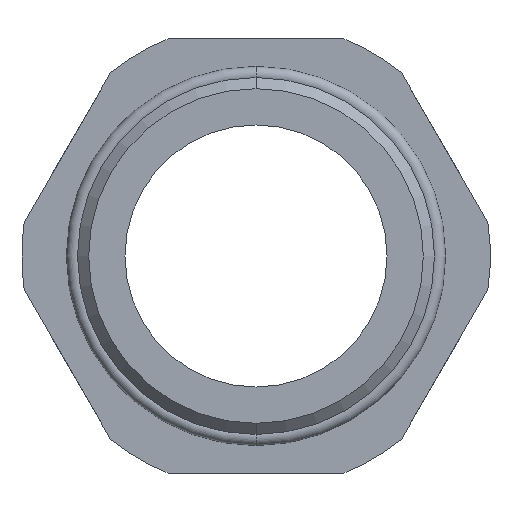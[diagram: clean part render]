
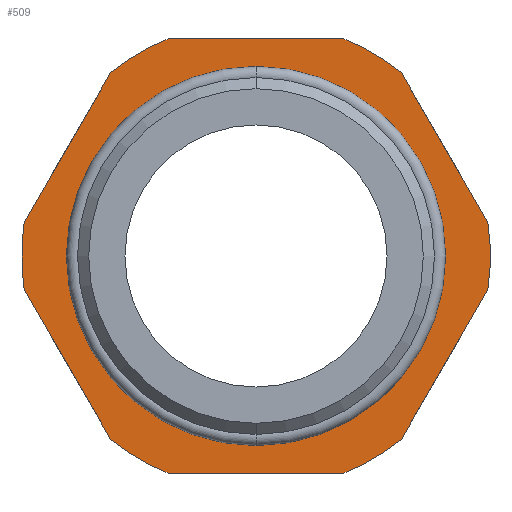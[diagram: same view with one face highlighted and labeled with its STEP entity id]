
A CAD part, front view. The second image highlights one B-rep face of the part: STEP entity #509.
In plain terms, the highlighted planar face has unit normal (0, -1, 0).
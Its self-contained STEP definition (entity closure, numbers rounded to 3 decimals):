
#21 = AXIS2_PLACEMENT_3D ( 'NONE', #97, #104, #105 ) ;
#25 = AXIS2_PLACEMENT_3D ( 'NONE', #85, #92, #93 ) ;
#38 = AXIS2_PLACEMENT_3D ( 'NONE', #82, #83, #84 ) ;
#82 = CARTESIAN_POINT ( 'NONE',  ( 0., -5.5, 0. ) ) ;
#83 = DIRECTION ( 'NONE',  ( 0., 1., 0. ) ) ;
#84 = DIRECTION ( 'NONE',  ( 0., 0., 1. ) ) ;
#85 = CARTESIAN_POINT ( 'NONE',  ( 0., -5.5, 0. ) ) ;
#92 = DIRECTION ( 'NONE',  ( 0., 1., 0. ) ) ;
#93 = DIRECTION ( 'NONE',  ( 0., 0., 1. ) ) ;
#97 = CARTESIAN_POINT ( 'NONE',  ( 0., -5.5, 0. ) ) ;
#104 = DIRECTION ( 'NONE',  ( 0., 1., 0. ) ) ;
#105 = DIRECTION ( 'NONE',  ( 0., 0., 1. ) ) ;
#146 = LINE ( 'NONE', #147, #890 ) ;
#147 = CARTESIAN_POINT ( 'NONE',  ( -22.137, -5.5, 0.657 ) ) ;
#148 = DIRECTION ( 'NONE',  ( -0.5, 0., -0.866 ) ) ;
#152 = CARTESIAN_POINT ( 'NONE',  ( 0., -5.5, 0. ) ) ;
#162 = DIRECTION ( 'NONE',  ( 0., 1., 0. ) ) ;
#163 = DIRECTION ( 'NONE',  ( 0., 0., 1. ) ) ;
#170 = CARTESIAN_POINT ( 'NONE',  ( 0., -5.5, 0. ) ) ;
#177 = DIRECTION ( 'NONE',  ( 0., 1., 0. ) ) ;
#178 = DIRECTION ( 'NONE',  ( 0., 0., 1. ) ) ;
#179 = CARTESIAN_POINT ( 'NONE',  ( 0., -5.5, 0. ) ) ;
#180 = DIRECTION ( 'NONE',  ( 0., 1., 0. ) ) ;
#181 = DIRECTION ( 'NONE',  ( 0., 0., 1. ) ) ;
#185 = CARTESIAN_POINT ( 'NONE',  ( 0., -5.5, 0. ) ) ;
#192 = LINE ( 'NONE', #193, #905 ) ;
#193 = CARTESIAN_POINT ( 'NONE',  ( -22.137, -5.5, -0.657 ) ) ;
#194 = DIRECTION ( 'NONE',  ( 0.5, 0., -0.866 ) ) ;
#198 = DIRECTION ( 'NONE',  ( 0., -1., 0. ) ) ;
#199 = DIRECTION ( 'NONE',  ( 0., 0., -1. ) ) ;
#201 = LINE ( 'NONE', #202, #909 ) ;
#202 = CARTESIAN_POINT ( 'NONE',  ( -21., -5.5, -19.5 ) ) ;
#203 = DIRECTION ( 'NONE',  ( 1., 0., 0. ) ) ;
#207 = LINE ( 'NONE', #208, #910 ) ;
#208 = CARTESIAN_POINT ( 'NONE',  ( 11.637, -5.5, -18.843 ) ) ;
#209 = DIRECTION ( 'NONE',  ( 0.5, 0., 0.866 ) ) ;
#210 = LINE ( 'NONE', #211, #911 ) ;
#211 = CARTESIAN_POINT ( 'NONE',  ( 11.637, -5.5, 18.843 ) ) ;
#212 = DIRECTION ( 'NONE',  ( -0.5, 0., 0.866 ) ) ;
#213 = LINE ( 'NONE', #214, #912 ) ;
#214 = CARTESIAN_POINT ( 'NONE',  ( -21., -5.5, 19.5 ) ) ;
#215 = DIRECTION ( 'NONE',  ( -1., 0., 0. ) ) ;
#370 = EDGE_CURVE ( 'NONE', #822, #823, #458, .T. ) ;
#373 = EDGE_CURVE ( 'NONE', #824, #825, #456, .T. ) ;
#377 = EDGE_CURVE ( 'NONE', #828, #829, #449, .T. ) ;
#389 = EDGE_CURVE ( 'NONE', #866, #869, #146, .T. ) ;
#394 = EDGE_CURVE ( 'NONE', #866, #867, #432, .T. ) ;
#399 = EDGE_CURVE ( 'NONE', #878, #876, #414, .T. ) ;
#400 = EDGE_CURVE ( 'NONE', #870, #869, #413, .T. ) ;
#404 = EDGE_CURVE ( 'NONE', #870, #823, #192, .T. ) ;
#406 = EDGE_CURVE ( 'NONE', #808, #816, #472, .T. ) ;
#407 = EDGE_CURVE ( 'NONE', #822, #825, #201, .T. ) ;
#409 = EDGE_CURVE ( 'NONE', #824, #829, #207, .T. ) ;
#411 = EDGE_CURVE ( 'NONE', #828, #876, #210, .T. ) ;
#412 = EDGE_CURVE ( 'NONE', #878, #867, #213, .T. ) ;
#413 = CIRCLE ( 'NONE', #889, 21. ) ;
#414 = CIRCLE ( 'NONE', #899, 21. ) ;
#432 = CIRCLE ( 'NONE', #894, 21. ) ;
#440 = CIRCLE ( 'NONE', #975, 16.624 ) ;
#449 = CIRCLE ( 'NONE', #21, 21. ) ;
#456 = CIRCLE ( 'NONE', #25, 21. ) ;
#458 = CIRCLE ( 'NONE', #38, 21. ) ;
#472 = CIRCLE ( 'NONE', #896, 16.624 ) ;
#509 = ADVANCED_FACE ( 'NONE', ( #952, #957 ), #530, .T. ) ;
#518 = EDGE_CURVE ( 'NONE', #816, #808, #440, .T. ) ;
#530 = PLANE ( 'NONE',  #959 ) ;
#531 = CARTESIAN_POINT ( 'NONE',  ( -21., -5.5, 0. ) ) ;
#532 = DIRECTION ( 'NONE',  ( 0., -1., 0. ) ) ;
#533 = DIRECTION ( 'NONE',  ( 0., 0., -1. ) ) ;
#559 = CARTESIAN_POINT ( 'NONE',  ( 0., -5.5, 0. ) ) ;
#560 = DIRECTION ( 'NONE',  ( 0., -1., 0. ) ) ;
#561 = DIRECTION ( 'NONE',  ( 0., 0., -1. ) ) ;
#562 = CARTESIAN_POINT ( 'NONE',  ( 0., -5.5, 16.624 ) ) ;
#570 = CARTESIAN_POINT ( 'NONE',  ( 0., -5.5, -16.624 ) ) ;
#576 = CARTESIAN_POINT ( 'NONE',  ( -7.794, -5.5, -19.5 ) ) ;
#577 = CARTESIAN_POINT ( 'NONE',  ( -12.99, -5.5, -16.5 ) ) ;
#578 = CARTESIAN_POINT ( 'NONE',  ( 12.99, -5.5, -16.5 ) ) ;
#579 = CARTESIAN_POINT ( 'NONE',  ( 7.794, -5.5, -19.5 ) ) ;
#582 = CARTESIAN_POINT ( 'NONE',  ( 20.785, -5.5, 3. ) ) ;
#583 = CARTESIAN_POINT ( 'NONE',  ( 20.785, -5.5, -3. ) ) ;
#590 = CARTESIAN_POINT ( 'NONE',  ( -12.99, -5.5, 16.5 ) ) ;
#591 = CARTESIAN_POINT ( 'NONE',  ( -7.794, -5.5, 19.5 ) ) ;
#593 = CARTESIAN_POINT ( 'NONE',  ( -20.785, -5.5, 3. ) ) ;
#594 = CARTESIAN_POINT ( 'NONE',  ( -20.785, -5.5, -3. ) ) ;
#600 = CARTESIAN_POINT ( 'NONE',  ( 12.99, -5.5, 16.5 ) ) ;
#602 = CARTESIAN_POINT ( 'NONE',  ( 7.794, -5.5, 19.5 ) ) ;
#762 = EDGE_LOOP ( 'NONE', ( #849, #851 ) ) ;
#763 = EDGE_LOOP ( 'NONE', ( #855, #854, #850, #859, #860, #861, #839, #837, #835, #852, #853, #832 ) ) ;
#808 = VERTEX_POINT ( 'NONE', #562 ) ;
#816 = VERTEX_POINT ( 'NONE', #570 ) ;
#822 = VERTEX_POINT ( 'NONE', #576 ) ;
#823 = VERTEX_POINT ( 'NONE', #577 ) ;
#824 = VERTEX_POINT ( 'NONE', #578 ) ;
#825 = VERTEX_POINT ( 'NONE', #579 ) ;
#828 = VERTEX_POINT ( 'NONE', #582 ) ;
#829 = VERTEX_POINT ( 'NONE', #583 ) ;
#832 = ORIENTED_EDGE ( 'NONE', *, *, #404, .T. ) ;
#835 = ORIENTED_EDGE ( 'NONE', *, *, #394, .F. ) ;
#837 = ORIENTED_EDGE ( 'NONE', *, *, #412, .T. ) ;
#839 = ORIENTED_EDGE ( 'NONE', *, *, #399, .F. ) ;
#849 = ORIENTED_EDGE ( 'NONE', *, *, #518, .F. ) ;
#850 = ORIENTED_EDGE ( 'NONE', *, *, #373, .F. ) ;
#851 = ORIENTED_EDGE ( 'NONE', *, *, #406, .F. ) ;
#852 = ORIENTED_EDGE ( 'NONE', *, *, #389, .T. ) ;
#853 = ORIENTED_EDGE ( 'NONE', *, *, #400, .F. ) ;
#854 = ORIENTED_EDGE ( 'NONE', *, *, #407, .T. ) ;
#855 = ORIENTED_EDGE ( 'NONE', *, *, #370, .F. ) ;
#859 = ORIENTED_EDGE ( 'NONE', *, *, #409, .T. ) ;
#860 = ORIENTED_EDGE ( 'NONE', *, *, #377, .F. ) ;
#861 = ORIENTED_EDGE ( 'NONE', *, *, #411, .T. ) ;
#866 = VERTEX_POINT ( 'NONE', #590 ) ;
#867 = VERTEX_POINT ( 'NONE', #591 ) ;
#869 = VERTEX_POINT ( 'NONE', #593 ) ;
#870 = VERTEX_POINT ( 'NONE', #594 ) ;
#876 = VERTEX_POINT ( 'NONE', #600 ) ;
#878 = VERTEX_POINT ( 'NONE', #602 ) ;
#889 = AXIS2_PLACEMENT_3D ( 'NONE', #179, #180, #181 ) ;
#890 = VECTOR ( 'NONE', #148, 1000. ) ;
#894 = AXIS2_PLACEMENT_3D ( 'NONE', #152, #162, #163 ) ;
#896 = AXIS2_PLACEMENT_3D ( 'NONE', #185, #198, #199 ) ;
#899 = AXIS2_PLACEMENT_3D ( 'NONE', #170, #177, #178 ) ;
#905 = VECTOR ( 'NONE', #194, 1000. ) ;
#909 = VECTOR ( 'NONE', #203, 1000. ) ;
#910 = VECTOR ( 'NONE', #209, 1000. ) ;
#911 = VECTOR ( 'NONE', #212, 1000. ) ;
#912 = VECTOR ( 'NONE', #215, 1000. ) ;
#952 = FACE_BOUND ( 'NONE', #762, .T. ) ;
#957 = FACE_OUTER_BOUND ( 'NONE', #763, .T. ) ;
#959 = AXIS2_PLACEMENT_3D ( 'NONE', #531, #532, #533 ) ;
#975 = AXIS2_PLACEMENT_3D ( 'NONE', #559, #560, #561 ) ;
